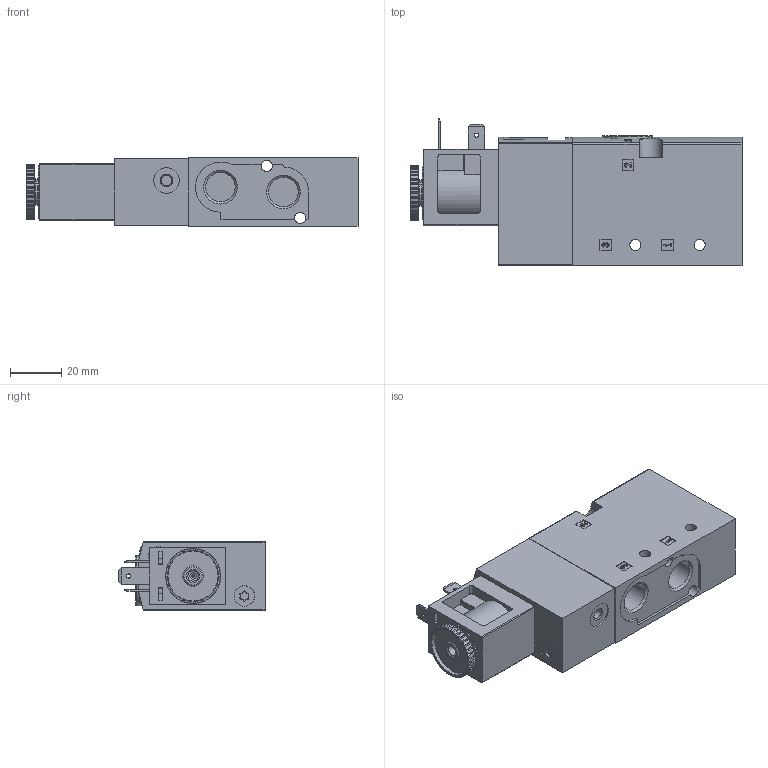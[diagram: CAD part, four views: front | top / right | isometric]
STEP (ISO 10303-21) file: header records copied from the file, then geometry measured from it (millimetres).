
FILE_DESCRIPTION(/* description */ ('STEP AP214'),/* implementation_level */ '2;1');
FILE_NAME(/* name */ '575480_VUVS-L25-M32C-AZD-G14-F8-1B2',/* time_stamp */ '2024-09-17T18:26:16+02:00',/* author */ ('License CC BY-ND 4.0'),/* organization */ ('CADENAS'),/* preprocessor_version */ 'ST-DEVELOPER v19.3',/* originating_system */ 'PARTsolutions',/* authorisation */ ' ');
FILE_SCHEMA (('CONFIG_CONTROL_DESIGN','PROCESS_PLANNING_SCHEMA','AP242_MANAGED_MODEL_BASED_3D_ENGINEERING_MIM_LF { 1 0 10303 442 3 1 4 }','AUTOMOTIVE_DESIGN {1 0 10303 214 3 1 1}'));
Length unit declared in the file: millimetre
Products named in the file (6): 575480 VUVS-L25-M32C-AZD-G14-F8-1B2; 1631129 VUVS-L25-M32C-AZD-G14 HOUSING---(H---0_-); 2925370 VUVS-L25-G-Z-COVER53---(H---0_-); 1808371 F-M4x37.5-10.9; 8085325 VACF-B-B2-1---(C); 1878611 VACF-B---(C)
Assembly tree (6 placements, depth 2):
  575480 VUVS-L25-M32C-AZD-G14-F8-1B2
    1631129 VUVS-L25-M32C-AZD-G14 HOUSING---(H---0_-)
    2925370 VUVS-L25-G-Z-COVER53---(H---0_-)
    1808371 F-M4x37.5-10.9  x2
    8085325 VACF-B-B2-1---(C)
    1878611 VACF-B---(C)
Bounding box: 129.15 x 57.2 x 26.5 mm (x, y, z)
Volume: 130596 mm3; surface area: 34836.7 mm2
Topology: 6 solids, 6 shells, 656 faces, 1672 edges, 1092 vertices
Faces by surface type: plane 346, cylinder 215, cone 69, torus 26
Full cylindrical faces by diameter (mm): 0.9 x1, 1.65 x1, 1.75 x18, 2.4 x1, 2.459 x1, 2.5 x3, 3.242 x2, 3.8 x3, 4 x2, 4.134 x2, 4.3 x2, 4.4 x2, 4.7 x2, 7.1 x1, 7.188 x1, 7.9 x2, 8 x6, 8.15 x1, 8.2 x1, 10 x3, 11.445 x3, 15.6 x2, 19.5 x2, 21 x1
Entity records: 20412 total; most frequent: CARTESIAN_POINT 3545, DIRECTION 3159, ORIENTED_EDGE 2990, EDGE_CURVE 1495, AXIS2_PLACEMENT_3D 1129, VERTEX_POINT 1050, LINE 901, VECTOR 901
